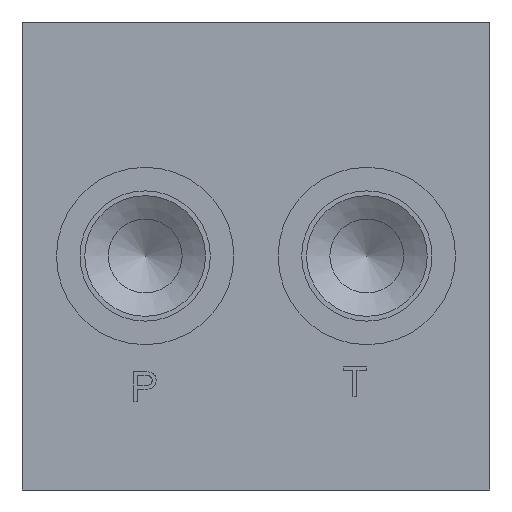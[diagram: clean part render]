
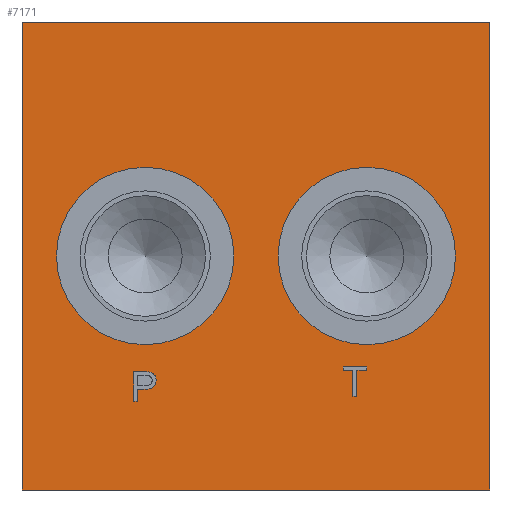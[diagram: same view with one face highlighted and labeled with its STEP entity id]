
A CAD part, left-side view. The second image highlights one B-rep face of the part: STEP entity #7171.
In plain terms, the highlighted planar face has unit normal (-1, 0, 0).
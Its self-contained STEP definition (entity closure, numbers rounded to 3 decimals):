
#170=CIRCLE('',#7577,18.);
#171=CIRCLE('',#7578,18.);
#369=FACE_BOUND('',#1530,.T.);
#370=FACE_BOUND('',#1531,.T.);
#371=FACE_BOUND('',#1532,.T.);
#372=FACE_BOUND('',#1533,.T.);
#660=B_SPLINE_CURVE_WITH_KNOTS('',2,(#12064,#12065,#12066,#12067),
 .UNSPECIFIED.,.F.,.F.,(3,1,3),(0.,1.,2.),.UNSPECIFIED.);
#662=B_SPLINE_CURVE_WITH_KNOTS('',2,(#12085,#12086,#12087,#12088,#12089),
 .UNSPECIFIED.,.F.,.F.,(3,1,1,3),(0.,1.,2.,3.),.UNSPECIFIED.);
#664=B_SPLINE_CURVE_WITH_KNOTS('',2,(#12104,#12105,#12106),
 .UNSPECIFIED.,.F.,.F.,(3,3),(0.,1.),.UNSPECIFIED.);
#1027=FACE_OUTER_BOUND('',#1529,.T.);
#1529=EDGE_LOOP('',(#6211,#6212,#6213,#6214));
#1530=EDGE_LOOP('',(#6215,#6216,#6217,#6218,#6219,#6220,#6221,#6222));
#1531=EDGE_LOOP('',(#6223));
#1532=EDGE_LOOP('',(#6224));
#1533=EDGE_LOOP('',(#6225,#6226,#6227,#6228,#6229,#6230,#6231,#6232));
#1905=LINE('',#9773,#2524);
#2105=LINE('',#10653,#2724);
#2424=LINE('',#11917,#3043);
#2428=LINE('',#11925,#3047);
#2431=LINE('',#11931,#3050);
#2434=LINE('',#11937,#3053);
#2437=LINE('',#11943,#3056);
#2440=LINE('',#11949,#3059);
#2443=LINE('',#11955,#3062);
#2446=LINE('',#11960,#3065);
#2460=LINE('',#12037,#3079);
#2464=LINE('',#12045,#3083);
#2467=LINE('',#12051,#3086);
#2473=LINE('',#12114,#3092);
#2476=LINE('',#12119,#3095);
#2478=LINE('',#12123,#3097);
#2479=LINE('',#12124,#3098);
#2524=VECTOR('',#7984,95.);
#2724=VECTOR('',#8322,95.);
#3043=VECTOR('',#8887,0.796);
#3047=VECTOR('',#8893,5.291);
#3050=VECTOR('',#8898,1.985);
#3053=VECTOR('',#8903,0.709);
#3056=VECTOR('',#8908,4.756);
#3059=VECTOR('',#8913,0.709);
#3062=VECTOR('',#8918,1.976);
#3065=VECTOR('',#8923,5.291);
#3079=VECTOR('',#8947,0.796);
#3083=VECTOR('',#8953,2.438);
#3086=VECTOR('',#8958,1.541);
#3092=VECTOR('',#8966,2.264);
#3095=VECTOR('',#8971,6.);
#3097=VECTOR('',#8977,95.);
#3098=VECTOR('',#8978,95.);
#3131=VERTEX_POINT('',#9766);
#3134=VERTEX_POINT('',#9771);
#3314=VERTEX_POINT('',#10650);
#3315=VERTEX_POINT('',#10652);
#3578=VERTEX_POINT('',#11915);
#3579=VERTEX_POINT('',#11916);
#3582=VERTEX_POINT('',#11924);
#3584=VERTEX_POINT('',#11930);
#3586=VERTEX_POINT('',#11936);
#3588=VERTEX_POINT('',#11942);
#3590=VERTEX_POINT('',#11948);
#3592=VERTEX_POINT('',#11954);
#3606=VERTEX_POINT('',#12035);
#3607=VERTEX_POINT('',#12036);
#3610=VERTEX_POINT('',#12044);
#3612=VERTEX_POINT('',#12050);
#3614=VERTEX_POINT('',#12063);
#3616=VERTEX_POINT('',#12084);
#3618=VERTEX_POINT('',#12103);
#3620=VERTEX_POINT('',#12113);
#3622=VERTEX_POINT('',#12125);
#3623=VERTEX_POINT('',#12127);
#3835=EDGE_CURVE('',#3131,#3134,#1905,.T.);
#4094=EDGE_CURVE('',#3314,#3315,#2105,.T.);
#4493=EDGE_CURVE('',#3578,#3579,#2424,.T.);
#4497=EDGE_CURVE('',#3582,#3578,#2428,.T.);
#4500=EDGE_CURVE('',#3584,#3582,#2431,.T.);
#4503=EDGE_CURVE('',#3586,#3584,#2434,.T.);
#4506=EDGE_CURVE('',#3588,#3586,#2437,.T.);
#4509=EDGE_CURVE('',#3590,#3588,#2440,.T.);
#4512=EDGE_CURVE('',#3592,#3590,#2443,.T.);
#4515=EDGE_CURVE('',#3579,#3592,#2446,.T.);
#4535=EDGE_CURVE('',#3606,#3607,#2460,.T.);
#4539=EDGE_CURVE('',#3610,#3606,#2464,.T.);
#4542=EDGE_CURVE('',#3612,#3610,#2467,.T.);
#4545=EDGE_CURVE('',#3614,#3612,#660,.T.);
#4548=EDGE_CURVE('',#3616,#3614,#662,.T.);
#4551=EDGE_CURVE('',#3618,#3616,#664,.T.);
#4554=EDGE_CURVE('',#3620,#3618,#2473,.T.);
#4557=EDGE_CURVE('',#3607,#3620,#2476,.T.);
#4559=EDGE_CURVE('',#3314,#3131,#2478,.T.);
#4560=EDGE_CURVE('',#3315,#3134,#2479,.T.);
#4561=EDGE_CURVE('',#3622,#3622,#170,.T.);
#4562=EDGE_CURVE('',#3623,#3623,#171,.T.);
#6211=ORIENTED_EDGE('',*,*,#4559,.T.);
#6212=ORIENTED_EDGE('',*,*,#3835,.T.);
#6213=ORIENTED_EDGE('',*,*,#4560,.F.);
#6214=ORIENTED_EDGE('',*,*,#4094,.F.);
#6215=ORIENTED_EDGE('',*,*,#4493,.T.);
#6216=ORIENTED_EDGE('',*,*,#4515,.T.);
#6217=ORIENTED_EDGE('',*,*,#4512,.T.);
#6218=ORIENTED_EDGE('',*,*,#4509,.T.);
#6219=ORIENTED_EDGE('',*,*,#4506,.T.);
#6220=ORIENTED_EDGE('',*,*,#4503,.T.);
#6221=ORIENTED_EDGE('',*,*,#4500,.T.);
#6222=ORIENTED_EDGE('',*,*,#4497,.T.);
#6223=ORIENTED_EDGE('',*,*,#4561,.T.);
#6224=ORIENTED_EDGE('',*,*,#4562,.T.);
#6225=ORIENTED_EDGE('',*,*,#4535,.T.);
#6226=ORIENTED_EDGE('',*,*,#4557,.T.);
#6227=ORIENTED_EDGE('',*,*,#4554,.T.);
#6228=ORIENTED_EDGE('',*,*,#4551,.T.);
#6229=ORIENTED_EDGE('',*,*,#4548,.T.);
#6230=ORIENTED_EDGE('',*,*,#4545,.T.);
#6231=ORIENTED_EDGE('',*,*,#4542,.T.);
#6232=ORIENTED_EDGE('',*,*,#4539,.T.);
#6847=PLANE('',#7576);
#7171=ADVANCED_FACE('',(#1027,#369,#370,#371,#372),#6847,.T.);
#7576=AXIS2_PLACEMENT_3D('',#12122,#8975,#8976);
#7577=AXIS2_PLACEMENT_3D('',#12126,#8979,#8980);
#7578=AXIS2_PLACEMENT_3D('',#12128,#8981,#8982);
#7984=DIRECTION('',(0.,0.,-1.));
#8322=DIRECTION('',(0.,0.,-1.));
#8887=DIRECTION('',(0.,1.,0.));
#8893=DIRECTION('',(0.,0.,-1.));
#8898=DIRECTION('',(0.,1.,0.));
#8903=DIRECTION('',(0.,0.,-1.));
#8908=DIRECTION('',(0.,-1.,0.));
#8913=DIRECTION('',(0.,0.,1.));
#8918=DIRECTION('',(0.,1.,0.));
#8923=DIRECTION('',(0.,0.,1.));
#8947=DIRECTION('',(0.,1.,0.));
#8953=DIRECTION('',(0.,0.,-1.));
#8958=DIRECTION('',(0.,1.,0.));
#8966=DIRECTION('',(0.,-1.,0.));
#8971=DIRECTION('',(0.,0.,1.));
#8975=DIRECTION('center_axis',(-1.,0.,0.));
#8976=DIRECTION('ref_axis',(0.,1.,0.));
#8977=DIRECTION('',(0.,1.,0.));
#8978=DIRECTION('',(0.,1.,0.));
#8979=DIRECTION('center_axis',(1.,0.,0.));
#8980=DIRECTION('ref_axis',(0.,1.,0.));
#8981=DIRECTION('center_axis',(1.,0.,0.));
#8982=DIRECTION('ref_axis',(0.,1.,0.));
#9766=CARTESIAN_POINT('',(0.,0.,0.));
#9771=CARTESIAN_POINT('',(0.,0.,-95.));
#9773=CARTESIAN_POINT('',(0.,0.,0.));
#10650=CARTESIAN_POINT('',(0.,-95.,0.));
#10652=CARTESIAN_POINT('',(0.,-95.,-95.));
#10653=CARTESIAN_POINT('',(0.,-95.,0.));
#11915=CARTESIAN_POINT('',(0.,-67.968,-76.));
#11916=CARTESIAN_POINT('',(0.,-67.172,-76.));
#11917=CARTESIAN_POINT('',(0.,-81.484,-76.));
#11924=CARTESIAN_POINT('',(0.,-67.968,-70.709));
#11925=CARTESIAN_POINT('',(0.,-67.968,-35.354));
#11930=CARTESIAN_POINT('',(0.,-69.953,-70.709));
#11931=CARTESIAN_POINT('',(0.,-82.476,-70.709));
#11936=CARTESIAN_POINT('',(0.,-69.953,-70.));
#11937=CARTESIAN_POINT('',(0.,-69.953,-35.));
#11942=CARTESIAN_POINT('',(0.,-65.197,-70.));
#11943=CARTESIAN_POINT('',(0.,-80.098,-70.));
#11948=CARTESIAN_POINT('',(0.,-65.197,-70.709));
#11949=CARTESIAN_POINT('',(0.,-65.197,-35.354));
#11954=CARTESIAN_POINT('',(0.,-67.172,-70.709));
#11955=CARTESIAN_POINT('',(0.,-81.086,-70.709));
#11960=CARTESIAN_POINT('',(0.,-67.172,-38.));
#12035=CARTESIAN_POINT('',(0.,-23.441,-77.));
#12036=CARTESIAN_POINT('',(0.,-22.645,-77.));
#12037=CARTESIAN_POINT('',(0.,-59.22,-77.));
#12044=CARTESIAN_POINT('',(0.,-23.441,-74.562));
#12045=CARTESIAN_POINT('',(0.,-23.441,-37.281));
#12050=CARTESIAN_POINT('',(0.,-24.982,-74.562));
#12051=CARTESIAN_POINT('',(0.,-59.991,-74.562));
#12063=CARTESIAN_POINT('',(0.,-27.227,-72.738));
#12064=CARTESIAN_POINT('Ctrl Pts',(0.,-27.227,-72.738));
#12065=CARTESIAN_POINT('Ctrl Pts',(0.,-27.227,-73.502));
#12066=CARTESIAN_POINT('Ctrl Pts',(0.,-26.253,-74.562));
#12067=CARTESIAN_POINT('Ctrl Pts',(0.,-24.982,-74.562));
#12084=CARTESIAN_POINT('',(0.,-25.823,-71.059));
#12085=CARTESIAN_POINT('Ctrl Pts',(0.,-25.823,-71.059));
#12086=CARTESIAN_POINT('Ctrl Pts',(0.,-26.267,-71.133));
#12087=CARTESIAN_POINT('Ctrl Pts',(0.,-26.861,-71.544));
#12088=CARTESIAN_POINT('Ctrl Pts',(0.,-27.227,-72.29));
#12089=CARTESIAN_POINT('Ctrl Pts',(0.,-27.227,-72.738));
#12103=CARTESIAN_POINT('',(0.,-24.909,-71.));
#12104=CARTESIAN_POINT('Ctrl Pts',(0.,-24.909,-71.));
#12105=CARTESIAN_POINT('Ctrl Pts',(0.,-25.508,-71.));
#12106=CARTESIAN_POINT('Ctrl Pts',(0.,-25.823,-71.059));
#12113=CARTESIAN_POINT('',(0.,-22.645,-71.));
#12114=CARTESIAN_POINT('',(0.,-58.822,-71.));
#12119=CARTESIAN_POINT('',(0.,-22.645,-38.5));
#12122=CARTESIAN_POINT('Origin',(0.,-95.,0.));
#12123=CARTESIAN_POINT('',(0.,-95.,0.));
#12124=CARTESIAN_POINT('',(0.,-95.,-95.));
#12125=CARTESIAN_POINT('',(0.,-88.,-47.5));
#12126=CARTESIAN_POINT('Origin',(0.,-70.,-47.5));
#12127=CARTESIAN_POINT('',(0.,-43.,-47.5));
#12128=CARTESIAN_POINT('Origin',(0.,-25.,-47.5));
